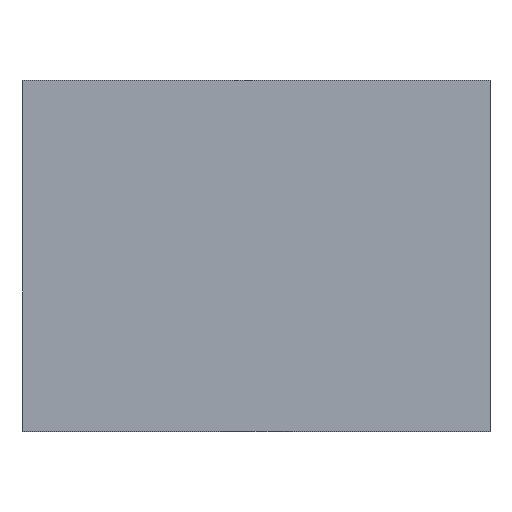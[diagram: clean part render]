
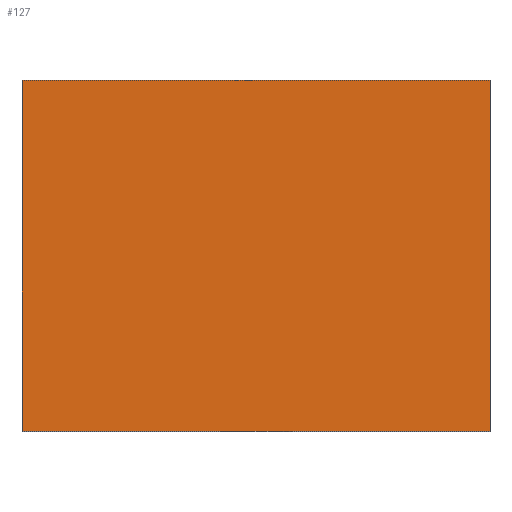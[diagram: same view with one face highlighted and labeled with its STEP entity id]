
A CAD part, top view. The second image highlights one B-rep face of the part: STEP entity #127.
In plain terms, the highlighted planar face has unit normal (0, 0, 1).
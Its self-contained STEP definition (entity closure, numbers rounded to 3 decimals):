
#20=PLANE('',#150);
#27=FACE_OUTER_BOUND('',#34,.T.);
#34=EDGE_LOOP('',(#108,#109,#110,#111));
#41=LINE('',#198,#54);
#49=LINE('',#213,#62);
#50=LINE('',#215,#63);
#51=LINE('',#216,#64);
#54=VECTOR('',#165,10.);
#62=VECTOR('',#177,10.);
#63=VECTOR('',#180,10.);
#64=VECTOR('',#181,10.);
#69=VERTEX_POINT('',#194);
#71=VERTEX_POINT('',#197);
#75=VERTEX_POINT('',#209);
#76=VERTEX_POINT('',#211);
#81=EDGE_CURVE('',#69,#71,#41,.T.);
#89=EDGE_CURVE('',#75,#76,#49,.T.);
#90=EDGE_CURVE('',#75,#69,#50,.T.);
#91=EDGE_CURVE('',#71,#76,#51,.T.);
#108=ORIENTED_EDGE('',*,*,#90,.F.);
#109=ORIENTED_EDGE('',*,*,#89,.T.);
#110=ORIENTED_EDGE('',*,*,#91,.F.);
#111=ORIENTED_EDGE('',*,*,#81,.F.);
#127=ADVANCED_FACE('',(#27),#20,.T.);
#150=AXIS2_PLACEMENT_3D('',#214,#178,#179);
#165=DIRECTION('',(0.,1.,0.));
#177=DIRECTION('',(0.,1.,0.));
#178=DIRECTION('center_axis',(0.,0.,1.));
#179=DIRECTION('ref_axis',(1.,0.,0.));
#180=DIRECTION('',(-1.,0.,0.));
#181=DIRECTION('',(1.,0.,0.));
#194=CARTESIAN_POINT('',(0.,0.,5.));
#197=CARTESIAN_POINT('',(0.,15.,5.));
#198=CARTESIAN_POINT('',(0.,0.,5.));
#209=CARTESIAN_POINT('',(20.,0.,5.));
#211=CARTESIAN_POINT('',(20.,15.,5.));
#213=CARTESIAN_POINT('',(20.,0.,5.));
#214=CARTESIAN_POINT('Origin',(0.,0.,5.));
#215=CARTESIAN_POINT('',(20.,0.,5.));
#216=CARTESIAN_POINT('',(20.,15.,5.));
